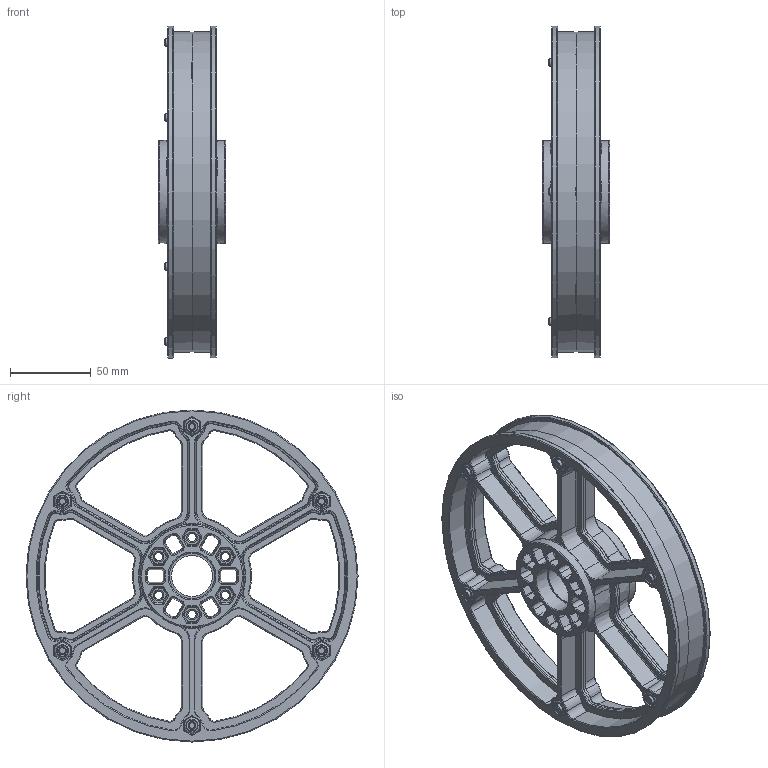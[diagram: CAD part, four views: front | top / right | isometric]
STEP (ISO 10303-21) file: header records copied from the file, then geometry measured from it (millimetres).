
FILE_DESCRIPTION (( 'STEP AP214' ), '1' );
FILE_NAME ('am-0512 8 Plaction.STEP', '2019-06-17T15:07:53', ( '' ), ( '' ), 'SwSTEP 2.0', 'SolidWorks 2019', '' );
FILE_SCHEMA (( 'AUTOMOTIVE_DESIGN' ));
Length unit declared in the file: inch
Products named in the file (4): 8 Modular Half; SHCS 10-32 x 1; am-0512 8 Plaction; 10-32 Nylock Nut
Assembly tree (14 placements, depth 2):
  am-0512 8 Plaction
    8 Modular Half  x2
    10-32 Nylock Nut  x6
    SHCS 10-32 x 1  x6
Bounding box: 41.66 x 205.23 x 205.23 mm (x, y, z)
Volume: 242128 mm3; surface area: 149778.4 mm2
Topology: 14 solids, 14 shells, 2270 faces, 5142 edges, 2958 vertices
Faces by surface type: cylinder 728, torus 478, plane 426, bspline 288, cone 206, sphere 144
Full cylindrical faces by diameter (mm): 4.039 x6, 4.775 x6, 6.654 x6, 7.823 x6, 9.525 x6, 25.4 x2, 202.692 x2, 205.232 x2
Entity records: 30954 total; most frequent: CARTESIAN_POINT 7734, DIRECTION 5250, ORIENTED_EDGE 4602, EDGE_CURVE 2301, AXIS2_PLACEMENT_3D 2233, VERTEX_POINT 1345, CIRCLE 1291, EDGE_LOOP 1184
